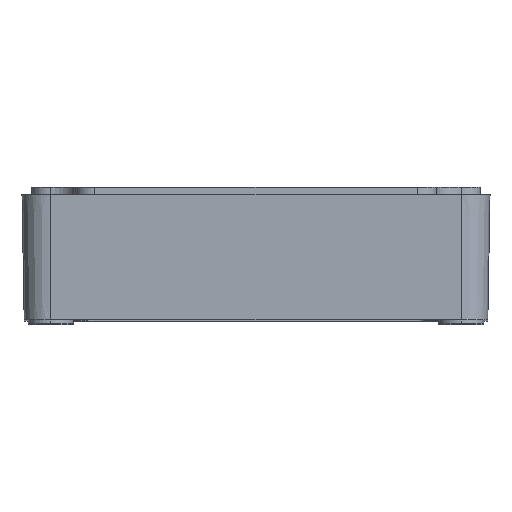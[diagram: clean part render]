
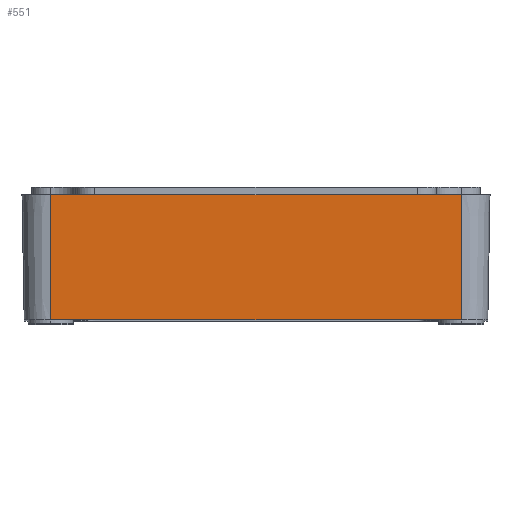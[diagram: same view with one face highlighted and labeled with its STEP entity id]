
A CAD part, top view. The second image highlights one B-rep face of the part: STEP entity #551.
In plain terms, the highlighted planar face has unit normal (0, -0.018, 1).
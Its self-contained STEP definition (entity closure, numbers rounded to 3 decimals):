
#50 = VERTEX_POINT ( 'NONE', #1856 ) ;
#76 = PLANE ( 'NONE',  #1950 ) ;
#85 = DIRECTION ( 'NONE',  ( 0., -0.017, 1. ) ) ;
#89 = CARTESIAN_POINT ( 'NONE',  ( -82., 0., 138.5 ) ) ;
#144 = VERTEX_POINT ( 'NONE', #89 ) ;
#248 = DIRECTION ( 'NONE',  ( 1., 0., 0. ) ) ;
#323 = EDGE_CURVE ( 'NONE', #50, #2858, #760, .T. ) ;
#355 = LINE ( 'NONE', #2739, #1354 ) ;
#418 = EDGE_CURVE ( 'NONE', #144, #2858, #355, .T. ) ;
#551 = ADVANCED_FACE ( 'NONE', ( #1658 ), #76, .T. ) ;
#592 = LINE ( 'NONE', #1627, #2490 ) ;
#633 = ORIENTED_EDGE ( 'NONE', *, *, #2083, .T. ) ;
#752 = DIRECTION ( 'NONE',  ( 0., -1., -0.017 ) ) ;
#760 = LINE ( 'NONE', #1129, #2267 ) ;
#807 = EDGE_LOOP ( 'NONE', ( #2690, #1031, #633, #2411 ) ) ;
#909 = DIRECTION ( 'NONE',  ( 0., 1., 0.017 ) ) ;
#953 = DIRECTION ( 'NONE',  ( 1., 0., 0. ) ) ;
#1006 = CARTESIAN_POINT ( 'NONE',  ( -82., 0., 138.5 ) ) ;
#1031 = ORIENTED_EDGE ( 'NONE', *, *, #1616, .F. ) ;
#1129 = CARTESIAN_POINT ( 'NONE',  ( 82., 0., 138.5 ) ) ;
#1218 = VECTOR ( 'NONE', #248, 1000. ) ;
#1354 = VECTOR ( 'NONE', #953, 1000. ) ;
#1514 = CARTESIAN_POINT ( 'NONE',  ( 82., 0., 138.5 ) ) ;
#1605 = VERTEX_POINT ( 'NONE', #2082 ) ;
#1607 = CARTESIAN_POINT ( 'NONE',  ( -82., -50., 137.627 ) ) ;
#1616 = EDGE_CURVE ( 'NONE', #1605, #144, #592, .T. ) ;
#1627 = CARTESIAN_POINT ( 'NONE',  ( -82., 0., 138.5 ) ) ;
#1658 = FACE_OUTER_BOUND ( 'NONE', #807, .T. ) ;
#1856 = CARTESIAN_POINT ( 'NONE',  ( 82., -50., 137.627 ) ) ;
#1950 = AXIS2_PLACEMENT_3D ( 'NONE', #1006, #85, #752 ) ;
#2082 = CARTESIAN_POINT ( 'NONE',  ( -82., -50., 137.627 ) ) ;
#2083 = EDGE_CURVE ( 'NONE', #1605, #50, #2416, .T. ) ;
#2267 = VECTOR ( 'NONE', #909, 1000. ) ;
#2411 = ORIENTED_EDGE ( 'NONE', *, *, #323, .T. ) ;
#2416 = LINE ( 'NONE', #1607, #1218 ) ;
#2490 = VECTOR ( 'NONE', #2786, 1000. ) ;
#2690 = ORIENTED_EDGE ( 'NONE', *, *, #418, .F. ) ;
#2739 = CARTESIAN_POINT ( 'NONE',  ( -82., 0., 138.5 ) ) ;
#2786 = DIRECTION ( 'NONE',  ( 0., 1., 0.017 ) ) ;
#2858 = VERTEX_POINT ( 'NONE', #1514 ) ;
